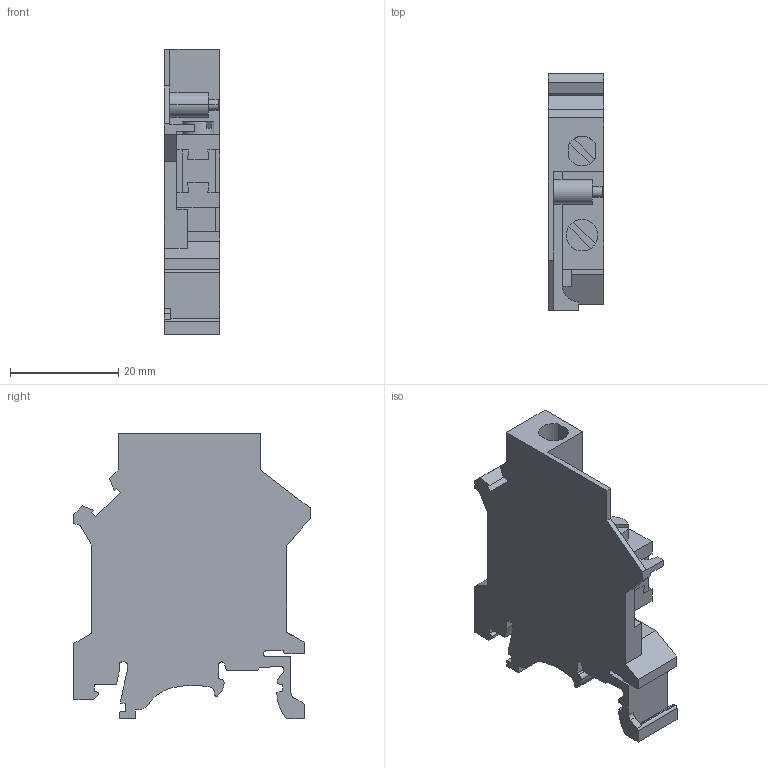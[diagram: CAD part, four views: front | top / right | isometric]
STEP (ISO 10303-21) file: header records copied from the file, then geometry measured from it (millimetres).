
FILE_DESCRIPTION(('Creo Elements/Direct Modeling STEP Export'),'2;1');
FILE_NAME('model.stp','2018-01-13T 9:43:14',(''),(''),'Creo Elements/Direct Modeling STEP processor for AP214 (Solid Model)','Creo Elements/Direct Modeling 18.1I 14-Aug-2016 (C) Parametric Technology GmbH','');
FILE_SCHEMA(('AUTOMOTIVE_DESIGN { 1 0 10303 214 1 1 1 1 }'));
Length unit declared in the file: millimetre
Products named in the file (2): UKN_16_BU-select
Assembly tree (1 placements, depth 2):
  UKN_16_BU-select
    UKN_16_BU-select
Bounding box: 10.15 x 43.55 x 52.7 mm (x, y, z)
Volume: 11840.8 mm3; surface area: 7273.2 mm2
Topology: 1 solids, 1 shells, 156 faces, 445 edges, 295 vertices
Faces by surface type: plane 127, cylinder 29
Entity records: 6214 total; most frequent: ORIENTED_EDGE 890, CARTESIAN_POINT 874, DIRECTION 785, EDGE_CURVE 445, VECTOR 373, LINE 373, VERTEX_POINT 295, AXIS2_PLACEMENT_3D 206
